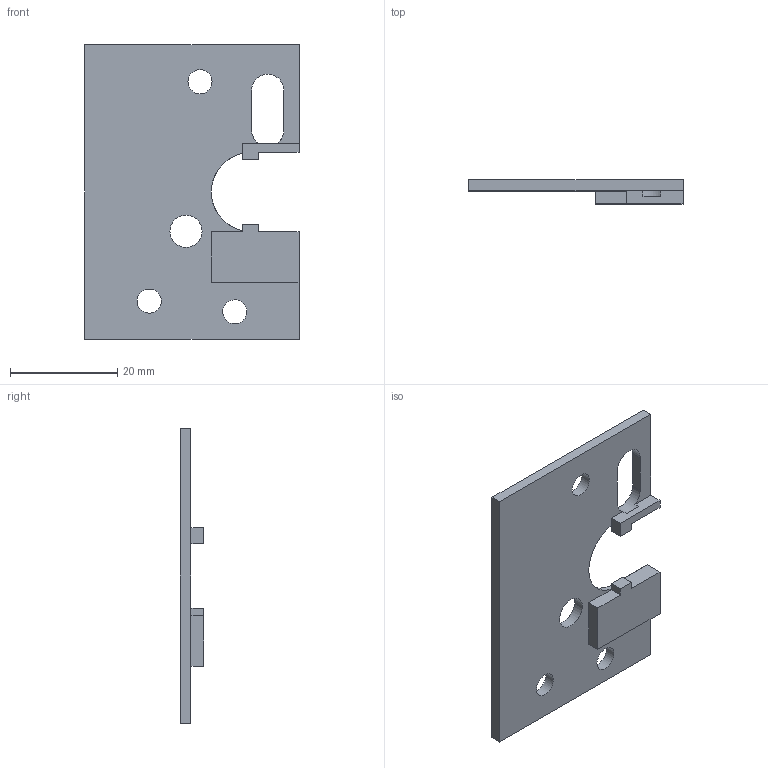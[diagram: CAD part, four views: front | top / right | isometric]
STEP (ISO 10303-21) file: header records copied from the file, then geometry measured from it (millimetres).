
FILE_DESCRIPTION(/* description */ (''),/* implementation_level */ '2;1');
FILE_NAME(/* name */ 'constraints_headstage_top_mk1.stp',/* time_stamp */ '2022-12-10T13:37:32+01:00',/* author */ ('Rik Ubaghs'),/* organization */ (''),/* preprocessor_version */ 'ST-DEVELOPER v18.1',/* originating_system */ 'Autodesk Inventor 2021',/* authorisation */ '');
FILE_SCHEMA (('AUTOMOTIVE_DESIGN { 1 0 10303 214 3 1 1 }'));
Length unit declared in the file: millimetre
Products named in the file (1): constraints_headstage_top_mk1
Bounding box: 40 x 4.42 x 55 mm (x, y, z)
Volume: 4078.8 mm3; surface area: 4477.8 mm2
Topology: 1 solids, 1 shells, 36 faces, 104 edges, 69 vertices
Faces by surface type: plane 28, cylinder 7, cone 1
Full cylindrical faces by diameter (mm): 4.5 x3, 6 x1
Entity records: 1288 total; most frequent: CARTESIAN_POINT 210, ORIENTED_EDGE 208, DIRECTION 200, EDGE_CURVE 104, LINE 82, VECTOR 82, VERTEX_POINT 69, AXIS2_PLACEMENT_3D 59
